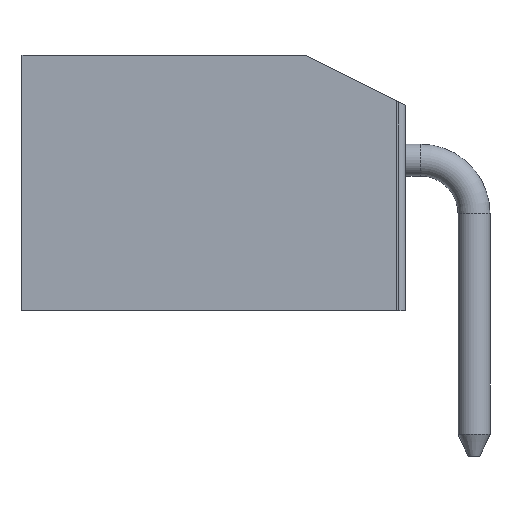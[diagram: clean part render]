
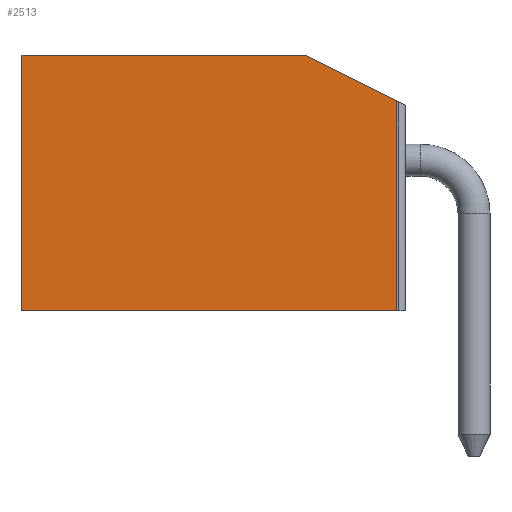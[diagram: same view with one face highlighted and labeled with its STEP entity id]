
A CAD part, left-side view. The second image highlights one B-rep face of the part: STEP entity #2513.
In plain terms, the highlighted planar face has unit normal (-1, 0, 0).
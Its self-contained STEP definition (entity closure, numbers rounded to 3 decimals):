
#5=DIRECTION('',(0.,0.,1.));
#6=VECTOR('',#5,4.6);
#7=CARTESIAN_POINT('',(-6.49,0.,-2.8));
#8=LINE('',#7,#6);
#495=DIRECTION('',(0.,0.894,0.447));
#496=VECTOR('',#495,2.236);
#497=CARTESIAN_POINT('',(-6.49,0.,1.8));
#498=LINE('',#497,#496);
#499=DIRECTION('',(0.,1.,0.));
#500=VECTOR('',#499,8.2);
#501=CARTESIAN_POINT('',(-6.49,0.,-2.8));
#502=LINE('',#501,#500);
#523=DIRECTION('',(0.,0.,1.));
#524=VECTOR('',#523,5.6);
#525=CARTESIAN_POINT('',(-6.49,8.2,-2.8));
#526=LINE('',#525,#524);
#1019=DIRECTION('',(0.,1.,0.));
#1020=VECTOR('',#1019,6.2);
#1021=CARTESIAN_POINT('',(-6.49,2.,2.8));
#1022=LINE('',#1021,#1020);
#1503=CARTESIAN_POINT('',(-6.49,8.2,-2.8));
#1504=CARTESIAN_POINT('',(-6.49,8.2,2.8));
#1505=VERTEX_POINT('',#1503);
#1506=VERTEX_POINT('',#1504);
#1511=CARTESIAN_POINT('',(-6.49,0.,-2.8));
#1512=VERTEX_POINT('',#1511);
#1575=CARTESIAN_POINT('',(-6.49,0.,1.8));
#1576=CARTESIAN_POINT('',(-6.49,2.,2.8));
#1577=VERTEX_POINT('',#1575);
#1578=VERTEX_POINT('',#1576);
#2499=CARTESIAN_POINT('',(-6.49,0.,-2.8));
#2500=DIRECTION('',(-1.,0.,0.));
#2501=DIRECTION('',(0.,0.,1.));
#2502=AXIS2_PLACEMENT_3D('',#2499,#2500,#2501);
#2503=PLANE('',#2502);
#2504=ORIENTED_EDGE('',*,*,#2173,.F.);
#2505=ORIENTED_EDGE('',*,*,#1918,.F.);
#2506=ORIENTED_EDGE('',*,*,#2045,.T.);
#2508=ORIENTED_EDGE('',*,*,#2507,.T.);
#2510=ORIENTED_EDGE('',*,*,#2509,.F.);
#2511=EDGE_LOOP('',(#2504,#2505,#2506,#2508,#2510));
#2512=FACE_OUTER_BOUND('',#2511,.F.);
#1918=EDGE_CURVE('',#1512,#1577,#8,.T.);
#2045=EDGE_CURVE('',#1512,#1505,#502,.T.);
#2173=EDGE_CURVE('',#1577,#1578,#498,.T.);
#2507=EDGE_CURVE('',#1505,#1506,#526,.T.);
#2509=EDGE_CURVE('',#1578,#1506,#1022,.T.);
#2513=ADVANCED_FACE('',(#2512),#2503,.T.);
